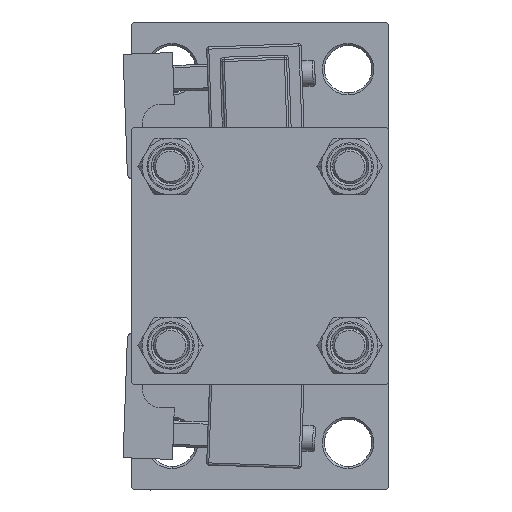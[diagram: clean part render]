
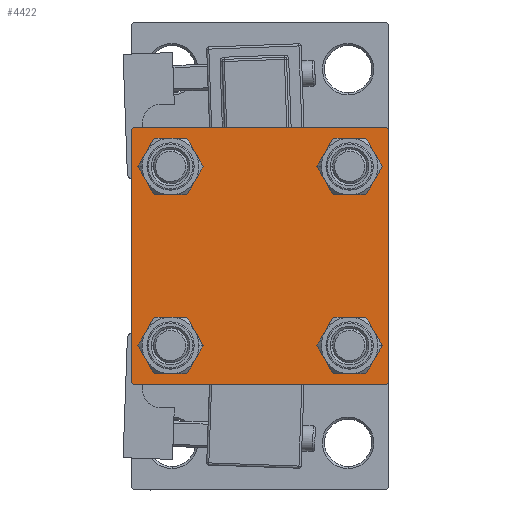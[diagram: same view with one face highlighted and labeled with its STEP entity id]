
A CAD part, left-side view. The second image highlights one B-rep face of the part: STEP entity #4422.
In plain terms, the highlighted planar face has unit normal (-1, 0, 0).
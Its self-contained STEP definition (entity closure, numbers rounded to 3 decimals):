
#282 = CARTESIAN_POINT ( 'NONE',  ( 0., -20.85, -20.85 ) ) ;
#650 = EDGE_LOOP ( 'NONE', ( #34490, #5849 ) ) ;
#796 = DIRECTION ( 'NONE',  ( 1., 0., 0. ) ) ;
#1095 = FACE_BOUND ( 'NONE', #6896, .T. ) ;
#1637 = DIRECTION ( 'NONE',  ( 0., 0.707, 0.707 ) ) ;
#1842 = ORIENTED_EDGE ( 'NONE', *, *, #28004, .T. ) ;
#1906 = VERTEX_POINT ( 'NONE', #32769 ) ;
#2146 = EDGE_CURVE ( 'NONE', #9315, #31152, #46274, .T. ) ;
#3292 = EDGE_CURVE ( 'NONE', #4340, #24816, #43012, .T. ) ;
#3491 = EDGE_CURVE ( 'NONE', #24816, #4340, #47969, .T. ) ;
#3595 = VERTEX_POINT ( 'NONE', #48740 ) ;
#3622 = VECTOR ( 'NONE', #7412, 1000. ) ;
#3668 = DIRECTION ( 'NONE',  ( 0., 0., 1. ) ) ;
#4058 = AXIS2_PLACEMENT_3D ( 'NONE', #21557, #4988, #40548 ) ;
#4340 = VERTEX_POINT ( 'NONE', #19287 ) ;
#4422 = ADVANCED_FACE ( 'NONE', ( #1095, #5238, #9388, #37415, #48083 ), #12776, .T. ) ;
#4666 = EDGE_CURVE ( 'NONE', #24122, #18341, #21812, .T. ) ;
#4988 = DIRECTION ( 'NONE',  ( -1., 0., 0. ) ) ;
#5238 = FACE_BOUND ( 'NONE', #15024, .T. ) ;
#5730 = DIRECTION ( 'NONE',  ( 0., -0.707, 0.707 ) ) ;
#5849 = ORIENTED_EDGE ( 'NONE', *, *, #50459, .T. ) ;
#6892 = CARTESIAN_POINT ( 'NONE',  ( 0., 29.75, 29.75 ) ) ;
#6896 = EDGE_LOOP ( 'NONE', ( #33810, #29920 ) ) ;
#7412 = DIRECTION ( 'NONE',  ( 0., 0.707, -0.707 ) ) ;
#7582 = CARTESIAN_POINT ( 'NONE',  ( 0., 20.85, 20.85 ) ) ;
#8387 = DIRECTION ( 'NONE',  ( 0., -0.707, -0.707 ) ) ;
#8948 = EDGE_CURVE ( 'NONE', #10335, #42121, #43585, .T. ) ;
#9030 = CARTESIAN_POINT ( 'NONE',  ( 0., -20.85, 16.35 ) ) ;
#9315 = VERTEX_POINT ( 'NONE', #20372 ) ;
#9375 = DIRECTION ( 'NONE',  ( 1., 0., 0. ) ) ;
#9388 = FACE_BOUND ( 'NONE', #650, .T. ) ;
#10335 = VERTEX_POINT ( 'NONE', #36916 ) ;
#10555 = ORIENTED_EDGE ( 'NONE', *, *, #32458, .T. ) ;
#11264 = VERTEX_POINT ( 'NONE', #43849 ) ;
#11731 = DIRECTION ( 'NONE',  ( 0., 0., 1. ) ) ;
#11869 = AXIS2_PLACEMENT_3D ( 'NONE', #7582, #39251, #11731 ) ;
#12776 = PLANE ( 'NONE',  #4058 ) ;
#13083 = CARTESIAN_POINT ( 'NONE',  ( 0., 20.85, -25.35 ) ) ;
#14906 = VECTOR ( 'NONE', #43324, 1000. ) ;
#15024 = EDGE_LOOP ( 'NONE', ( #22137, #42681 ) ) ;
#15393 = ORIENTED_EDGE ( 'NONE', *, *, #20070, .T. ) ;
#15844 = DIRECTION ( 'NONE',  ( 1., 0., 0. ) ) ;
#16049 = DIRECTION ( 'NONE',  ( 1., 0., 0. ) ) ;
#16285 = LINE ( 'NONE', #40915, #50861 ) ;
#16470 = EDGE_CURVE ( 'NONE', #24122, #46491, #38568, .T. ) ;
#17270 = ORIENTED_EDGE ( 'NONE', *, *, #23444, .T. ) ;
#17829 = CIRCLE ( 'NONE', #35234, 4.5 ) ;
#18341 = VERTEX_POINT ( 'NONE', #21692 ) ;
#18502 = CARTESIAN_POINT ( 'NONE',  ( 0., -30., -29.5 ) ) ;
#18601 = AXIS2_PLACEMENT_3D ( 'NONE', #29230, #37275, #34154 ) ;
#18611 = CARTESIAN_POINT ( 'NONE',  ( 0., 20.85, -20.85 ) ) ;
#18708 = DIRECTION ( 'NONE',  ( 1., 0., 0. ) ) ;
#19287 = CARTESIAN_POINT ( 'NONE',  ( 0., -20.85, -16.35 ) ) ;
#19299 = CIRCLE ( 'NONE', #28416, 4.5 ) ;
#19848 = CARTESIAN_POINT ( 'NONE',  ( 0., 30., 29.5 ) ) ;
#20070 = EDGE_CURVE ( 'NONE', #46491, #1906, #16285, .T. ) ;
#20372 = CARTESIAN_POINT ( 'NONE',  ( 0., 29.5, -30. ) ) ;
#21330 = LINE ( 'NONE', #37184, #35898 ) ;
#21363 = ORIENTED_EDGE ( 'NONE', *, *, #8948, .F. ) ;
#21557 = CARTESIAN_POINT ( 'NONE',  ( 0., 0., 0. ) ) ;
#21692 = CARTESIAN_POINT ( 'NONE',  ( 0., -29.5, 30. ) ) ;
#21812 = LINE ( 'NONE', #45978, #26457 ) ;
#21819 = EDGE_CURVE ( 'NONE', #3595, #11264, #34309, .T. ) ;
#22137 = ORIENTED_EDGE ( 'NONE', *, *, #3292, .T. ) ;
#22694 = AXIS2_PLACEMENT_3D ( 'NONE', #24648, #796, #24898 ) ;
#23379 = CARTESIAN_POINT ( 'NONE',  ( 0., -29.5, -30. ) ) ;
#23444 = EDGE_CURVE ( 'NONE', #31152, #42121, #28594, .T. ) ;
#23916 = ORIENTED_EDGE ( 'NONE', *, *, #2146, .T. ) ;
#23940 = CARTESIAN_POINT ( 'NONE',  ( 0., 29.75, -29.75 ) ) ;
#24122 = VERTEX_POINT ( 'NONE', #46098 ) ;
#24148 = EDGE_CURVE ( 'NONE', #50628, #32842, #27734, .T. ) ;
#24255 = ORIENTED_EDGE ( 'NONE', *, *, #16470, .T. ) ;
#24648 = CARTESIAN_POINT ( 'NONE',  ( 0., 20.85, 20.85 ) ) ;
#24699 = LINE ( 'NONE', #23940, #25735 ) ;
#24731 = VERTEX_POINT ( 'NONE', #45651 ) ;
#24816 = VERTEX_POINT ( 'NONE', #29815 ) ;
#24898 = DIRECTION ( 'NONE',  ( 0., 0., 1. ) ) ;
#25527 = AXIS2_PLACEMENT_3D ( 'NONE', #39666, #16049, #31878 ) ;
#25735 = VECTOR ( 'NONE', #8387, 1000. ) ;
#26457 = VECTOR ( 'NONE', #37675, 1000. ) ;
#26798 = CARTESIAN_POINT ( 'NONE',  ( 0., 30., -30. ) ) ;
#26918 = DIRECTION ( 'NONE',  ( 0., 0., 1. ) ) ;
#27734 = CIRCLE ( 'NONE', #18601, 4.5 ) ;
#27772 = VERTEX_POINT ( 'NONE', #13083 ) ;
#28004 = EDGE_CURVE ( 'NONE', #1906, #9315, #24699, .T. ) ;
#28416 = AXIS2_PLACEMENT_3D ( 'NONE', #18611, #34708, #26918 ) ;
#28474 = DIRECTION ( 'NONE',  ( 0., 0., -1. ) ) ;
#28594 = LINE ( 'NONE', #36637, #29402 ) ;
#29230 = CARTESIAN_POINT ( 'NONE',  ( 0., -20.85, 20.85 ) ) ;
#29351 = DIRECTION ( 'NONE',  ( 0., 0., 1. ) ) ;
#29402 = VECTOR ( 'NONE', #5730, 1000. ) ;
#29815 = CARTESIAN_POINT ( 'NONE',  ( 0., -20.85, -25.35 ) ) ;
#29920 = ORIENTED_EDGE ( 'NONE', *, *, #24148, .T. ) ;
#31152 = VERTEX_POINT ( 'NONE', #23379 ) ;
#31677 = DIRECTION ( 'NONE',  ( 0., 0., 1. ) ) ;
#31878 = DIRECTION ( 'NONE',  ( 0., 0., 1. ) ) ;
#32458 = EDGE_CURVE ( 'NONE', #11264, #3595, #32562, .T. ) ;
#32562 = CIRCLE ( 'NONE', #11869, 4.5 ) ;
#32623 = EDGE_CURVE ( 'NONE', #24731, #27772, #19299, .T. ) ;
#32769 = CARTESIAN_POINT ( 'NONE',  ( 0., 30., -29.5 ) ) ;
#32842 = VERTEX_POINT ( 'NONE', #36984 ) ;
#33810 = ORIENTED_EDGE ( 'NONE', *, *, #40599, .T. ) ;
#34154 = DIRECTION ( 'NONE',  ( 0., 0., 1. ) ) ;
#34309 = CIRCLE ( 'NONE', #22694, 4.5 ) ;
#34490 = ORIENTED_EDGE ( 'NONE', *, *, #32623, .T. ) ;
#34708 = DIRECTION ( 'NONE',  ( 1., 0., 0. ) ) ;
#35159 = EDGE_CURVE ( 'NONE', #10335, #18341, #21330, .T. ) ;
#35234 = AXIS2_PLACEMENT_3D ( 'NONE', #39228, #18708, #3668 ) ;
#35521 = AXIS2_PLACEMENT_3D ( 'NONE', #38176, #9375, #29351 ) ;
#35898 = VECTOR ( 'NONE', #1637, 1000. ) ;
#36637 = CARTESIAN_POINT ( 'NONE',  ( 0., -29.75, -29.75 ) ) ;
#36916 = CARTESIAN_POINT ( 'NONE',  ( 0., -30., 29.5 ) ) ;
#36984 = CARTESIAN_POINT ( 'NONE',  ( 0., -20.85, 25.35 ) ) ;
#37184 = CARTESIAN_POINT ( 'NONE',  ( 0., -29.75, 29.75 ) ) ;
#37275 = DIRECTION ( 'NONE',  ( 1., 0., 0. ) ) ;
#37415 = FACE_BOUND ( 'NONE', #49720, .T. ) ;
#37675 = DIRECTION ( 'NONE',  ( 0., -1., 0. ) ) ;
#38176 = CARTESIAN_POINT ( 'NONE',  ( 0., -20.85, -20.85 ) ) ;
#38568 = LINE ( 'NONE', #6892, #3622 ) ;
#39228 = CARTESIAN_POINT ( 'NONE',  ( 0., -20.85, 20.85 ) ) ;
#39251 = DIRECTION ( 'NONE',  ( 1., 0., 0. ) ) ;
#39666 = CARTESIAN_POINT ( 'NONE',  ( 0., 20.85, -20.85 ) ) ;
#40275 = ORIENTED_EDGE ( 'NONE', *, *, #4666, .F. ) ;
#40548 = DIRECTION ( 'NONE',  ( 0., 0., 1. ) ) ;
#40599 = EDGE_CURVE ( 'NONE', #32842, #50628, #17829, .T. ) ;
#40915 = CARTESIAN_POINT ( 'NONE',  ( 0., 30., 30. ) ) ;
#41165 = ORIENTED_EDGE ( 'NONE', *, *, #35159, .T. ) ;
#41896 = EDGE_LOOP ( 'NONE', ( #15393, #1842, #23916, #17270, #21363, #41165, #40275, #24255 ) ) ;
#42121 = VERTEX_POINT ( 'NONE', #18502 ) ;
#42681 = ORIENTED_EDGE ( 'NONE', *, *, #3491, .T. ) ;
#43012 = CIRCLE ( 'NONE', #35521, 4.5 ) ;
#43298 = ORIENTED_EDGE ( 'NONE', *, *, #21819, .T. ) ;
#43324 = DIRECTION ( 'NONE',  ( 0., 0., -1. ) ) ;
#43585 = LINE ( 'NONE', #50565, #14906 ) ;
#43849 = CARTESIAN_POINT ( 'NONE',  ( 0., 20.85, 25.35 ) ) ;
#45419 = VECTOR ( 'NONE', #47307, 1000. ) ;
#45651 = CARTESIAN_POINT ( 'NONE',  ( 0., 20.85, -16.35 ) ) ;
#45978 = CARTESIAN_POINT ( 'NONE',  ( 0., 30., 30. ) ) ;
#46098 = CARTESIAN_POINT ( 'NONE',  ( 0., 29.5, 30. ) ) ;
#46274 = LINE ( 'NONE', #26798, #45419 ) ;
#46491 = VERTEX_POINT ( 'NONE', #19848 ) ;
#47046 = CIRCLE ( 'NONE', #25527, 4.5 ) ;
#47152 = AXIS2_PLACEMENT_3D ( 'NONE', #282, #15844, #31677 ) ;
#47307 = DIRECTION ( 'NONE',  ( 0., -1., 0. ) ) ;
#47969 = CIRCLE ( 'NONE', #47152, 4.5 ) ;
#48083 = FACE_OUTER_BOUND ( 'NONE', #41896, .T. ) ;
#48740 = CARTESIAN_POINT ( 'NONE',  ( 0., 20.85, 16.35 ) ) ;
#49720 = EDGE_LOOP ( 'NONE', ( #10555, #43298 ) ) ;
#50459 = EDGE_CURVE ( 'NONE', #27772, #24731, #47046, .T. ) ;
#50565 = CARTESIAN_POINT ( 'NONE',  ( 0., -30., 30. ) ) ;
#50628 = VERTEX_POINT ( 'NONE', #9030 ) ;
#50861 = VECTOR ( 'NONE', #28474, 1000. ) ;
